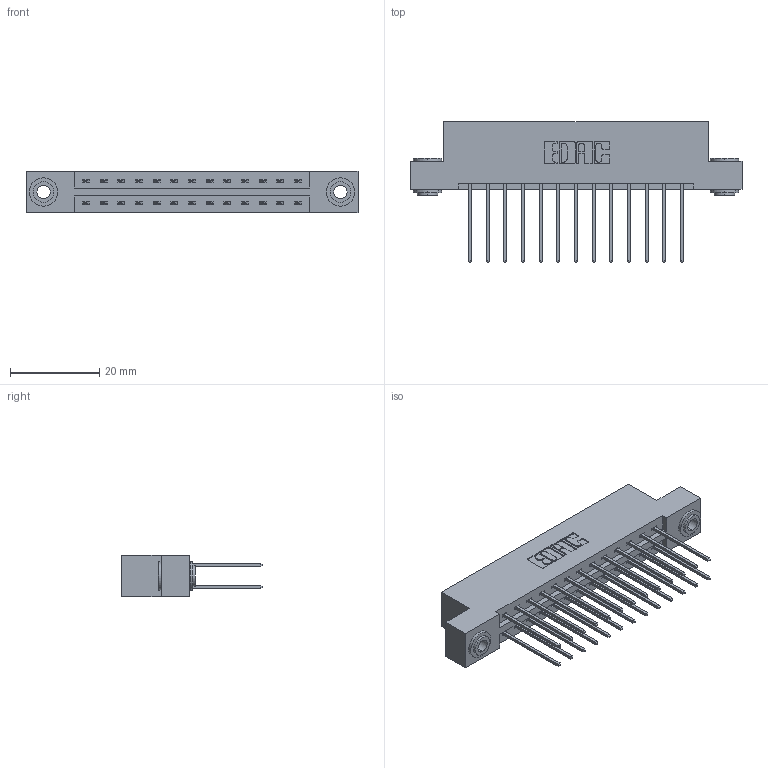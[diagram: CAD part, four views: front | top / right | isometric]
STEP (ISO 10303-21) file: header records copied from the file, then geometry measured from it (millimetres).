
FILE_DESCRIPTION (( 'STEP AP203' ), '1' );
FILE_NAME ('387-026-542-203.STEP', '2018-09-16T05:55:15', ( '' ), ( '' ), 'SwSTEP 2.0', 'SolidWorks 2016', '' );
FILE_SCHEMA (( 'CONFIG_CONTROL_DESIGN' ));
Length unit declared in the file: inch
Products named in the file (4): 345-250-002_345-250-002-102; 387-026-542-203; 337 Part_Flush Mounting Lugs - 0.156 Dia-TH; 345-292-001_345-293-142
Assembly tree (29 placements, depth 2):
  387-026-542-203
    337 Part_Flush Mounting Lugs - 0.156 Dia-TH
    345-292-001_345-293-142  x26
    345-250-002_345-250-002-102  x2
Bounding box: 74.52 x 31.63 x 9.4 mm (x, y, z)
Volume: 7608.5 mm3; surface area: 9148.3 mm2
Topology: 29 solids, 29 shells, 1556 faces, 4573 edges, 3010 vertices
Faces by surface type: plane 1068, cylinder 480, cone 8
Entity records: 14498 total; most frequent: CARTESIAN_POINT 2441, ORIENTED_EDGE 2370, DIRECTION 2163, EDGE_CURVE 1185, VECTOR 1033, LINE 1033, VERTEX_POINT 786, AXIS2_PLACEMENT_3D 565
